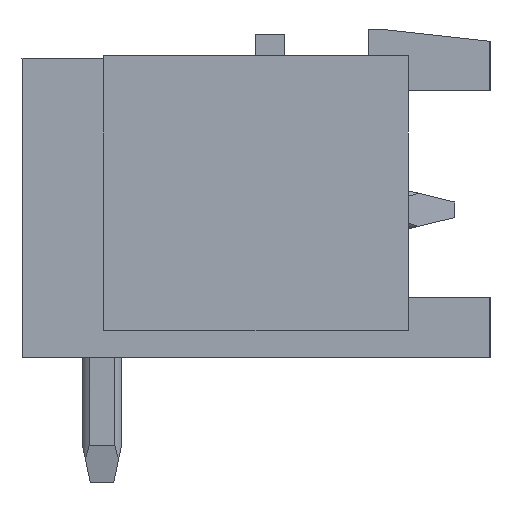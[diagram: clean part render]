
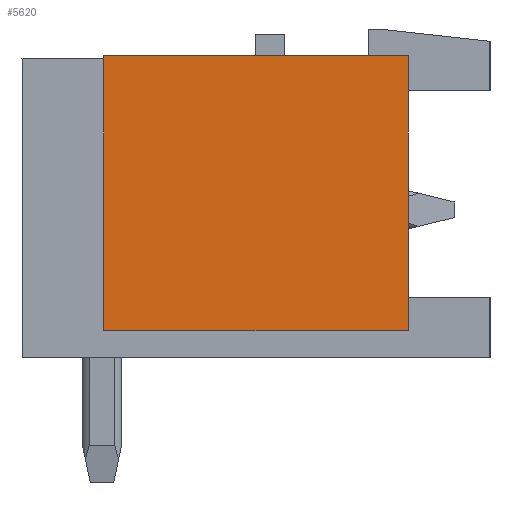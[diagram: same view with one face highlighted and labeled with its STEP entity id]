
A CAD part, left-side view. The second image highlights one B-rep face of the part: STEP entity #5620.
In plain terms, the highlighted planar face has unit normal (-1, 0, 0).
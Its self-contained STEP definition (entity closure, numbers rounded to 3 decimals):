
#5584=AXIS2_PLACEMENT_3D('Plane Axis2P3D',#5581,#5582,#5583) ;
#5581=CARTESIAN_POINT('Axis2P3D Location',(0.,2.1,0.)) ;
#5586=CARTESIAN_POINT('Line Origine',(0.,9.9,7.425)) ;
#5590=CARTESIAN_POINT('Vertex',(0.,9.9,3.9)) ;
#5592=CARTESIAN_POINT('Vertex',(0.,9.9,10.95)) ;
#5595=CARTESIAN_POINT('Line Origine',(0.,6.,3.9)) ;
#5599=CARTESIAN_POINT('Vertex',(0.,2.1,3.9)) ;
#5602=CARTESIAN_POINT('Line Origine',(0.,2.1,7.425)) ;
#5606=CARTESIAN_POINT('Vertex',(0.,2.1,10.95)) ;
#5609=CARTESIAN_POINT('Line Origine',(0.,6.,10.95)) ;
#5582=DIRECTION('Axis2P3D Direction',(1.,0.,0.)) ;
#5583=DIRECTION('Axis2P3D XDirection',(0.,1.,0.)) ;
#5587=DIRECTION('Vector Direction',(0.,0.,1.)) ;
#5596=DIRECTION('Vector Direction',(0.,1.,0.)) ;
#5603=DIRECTION('Vector Direction',(0.,0.,1.)) ;
#5610=DIRECTION('Vector Direction',(0.,1.,0.)) ;
#5588=VECTOR('Line Direction',#5587,1.) ;
#5597=VECTOR('Line Direction',#5596,1.) ;
#5604=VECTOR('Line Direction',#5603,1.) ;
#5611=VECTOR('Line Direction',#5610,1.) ;
#5615=ORIENTED_EDGE('',*,*,#5594,.F.) ;
#5616=ORIENTED_EDGE('',*,*,#5601,.T.) ;
#5617=ORIENTED_EDGE('',*,*,#5608,.T.) ;
#5618=ORIENTED_EDGE('',*,*,#5613,.F.) ;
#5620=ADVANCED_FACE('Housing',(#5619),#5585,.F.) ;
#5594=EDGE_CURVE('',#5591,#5593,#5589,.T.) ;
#5601=EDGE_CURVE('',#5591,#5600,#5598,.F.) ;
#5608=EDGE_CURVE('',#5600,#5607,#5605,.T.) ;
#5613=EDGE_CURVE('',#5593,#5607,#5612,.F.) ;
#5614=EDGE_LOOP('',(#5615,#5616,#5617,#5618)) ;
#5619=FACE_OUTER_BOUND('',#5614,.T.) ;
#5589=LINE('Line',#5586,#5588) ;
#5598=LINE('Line',#5595,#5597) ;
#5605=LINE('Line',#5602,#5604) ;
#5612=LINE('Line',#5609,#5611) ;
#5585=PLANE('',#5584) ;
#5591=VERTEX_POINT('',#5590) ;
#5593=VERTEX_POINT('',#5592) ;
#5600=VERTEX_POINT('',#5599) ;
#5607=VERTEX_POINT('',#5606) ;
